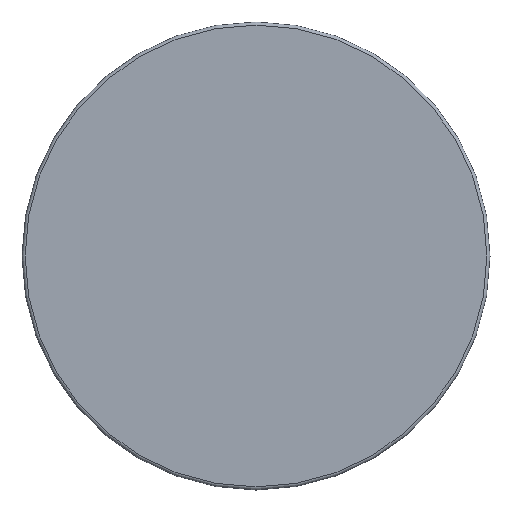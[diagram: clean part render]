
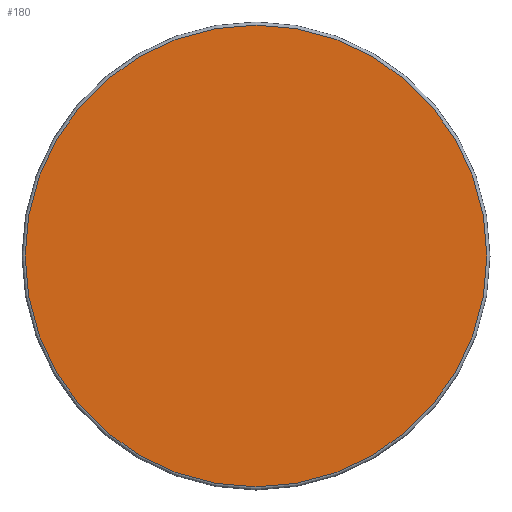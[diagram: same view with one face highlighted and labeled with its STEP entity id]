
A CAD part, front view. The second image highlights one B-rep face of the part: STEP entity #180.
In plain terms, the highlighted planar face has unit normal (0, -1, 0).
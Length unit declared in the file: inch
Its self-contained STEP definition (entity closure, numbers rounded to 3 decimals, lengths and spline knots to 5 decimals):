
#21=PLANE('',#214);
#51=FACE_OUTER_BOUND('',#81,.T.);
#81=EDGE_LOOP('',(#156));
#96=CIRCLE('',#213,2.212);
#111=VERTEX_POINT('',#323);
#126=EDGE_CURVE('',#111,#111,#96,.T.);
#156=ORIENTED_EDGE('',*,*,#126,.F.);
#180=ADVANCED_FACE('',(#51),#21,.T.);
#213=AXIS2_PLACEMENT_3D('',#324,#275,#276);
#214=AXIS2_PLACEMENT_3D('',#325,#277,#278);
#275=DIRECTION('center_axis',(0.,1.,0.));
#276=DIRECTION('ref_axis',(-1.,0.,0.));
#277=DIRECTION('center_axis',(0.,-1.,0.));
#278=DIRECTION('ref_axis',(0.,0.,-1.));
#323=CARTESIAN_POINT('',(2.212,-9.0815,0.));
#324=CARTESIAN_POINT('Origin',(0.,-9.0815,0.));
#325=CARTESIAN_POINT('Origin',(0.,-9.0815,0.));
